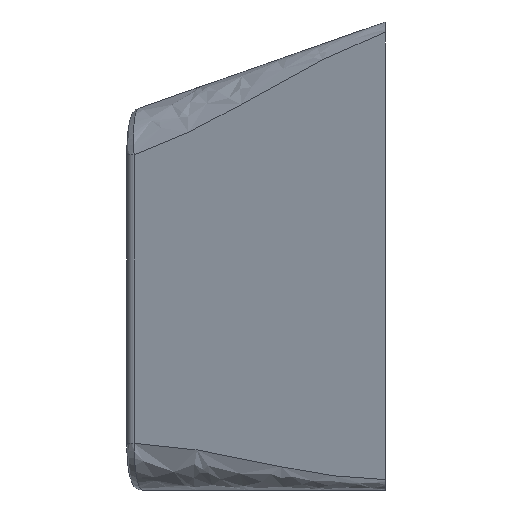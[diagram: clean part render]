
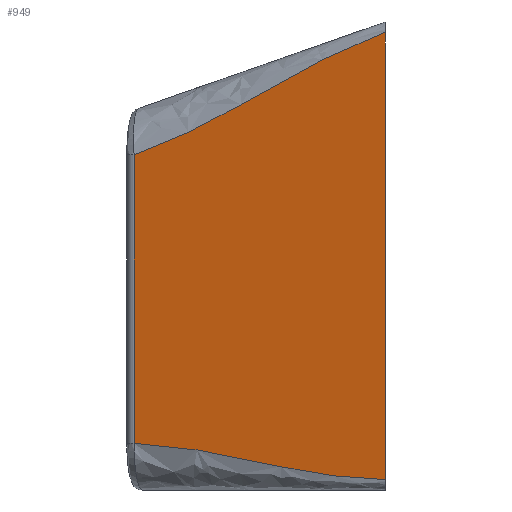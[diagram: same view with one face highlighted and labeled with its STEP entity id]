
A CAD part, left-side view. The second image highlights one B-rep face of the part: STEP entity #949.
In plain terms, the highlighted planar face has unit normal (-0.958, 0.287, 0).
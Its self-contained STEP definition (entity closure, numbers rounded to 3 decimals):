
#640=EDGE_CURVE('',#641,#643,#645,.F.);
#641=VERTEX_POINT('',#642);
#642=CARTESIAN_POINT('',(0.0,0.0,-0.384));
#643=VERTEX_POINT('',#644);
#644=CARTESIAN_POINT('',(0.0,0.0,-17.6));
#645=LINE('',#646,#647);
#646=CARTESIAN_POINT('',(0.0,0.0,0.0));
#647=VECTOR('',#648,1.0);
#648=DIRECTION('',(0.0,0.0,1.0));
#949=ADVANCED_FACE('',(#950),#989,.F.);
#950=FACE_BOUND('',#951,.T.);
#951=EDGE_LOOP('',(#952,#967,#975,#988));
#952=ORIENTED_EDGE('',*,*,#953,.T.);
#953=EDGE_CURVE('',#641,#954,#956,.T.);
#954=VERTEX_POINT('',#955);
#955=CARTESIAN_POINT('',(2.899,9.664,-5.108));
#956=B_SPLINE_CURVE_WITH_KNOTS('',3,(#957,#958,#959,#960,#961,#962,#963,#964,#965,#966),.UNSPECIFIED.,.F.,.U.,(4,3,3,4),(-0.023,0.0,0.011,0.035),.UNSPECIFIED.);
#957=CARTESIAN_POINT('',(-6.332,-21.107,7.004));
#958=CARTESIAN_POINT('',(-4.233,-14.108,4.554));
#959=CARTESIAN_POINT('',(-2.133,-7.11,2.105));
#960=CARTESIAN_POINT('',(-0.033,-0.111,-0.345));
#961=CARTESIAN_POINT('',(0.967,3.223,-1.511));
#962=CARTESIAN_POINT('',(1.851,6.168,-3.885));
#963=CARTESIAN_POINT('',(2.851,9.502,-5.052));
#964=CARTESIAN_POINT('',(5.0,16.667,-7.559));
#965=CARTESIAN_POINT('',(7.149,23.832,-10.067));
#966=CARTESIAN_POINT('',(9.299,30.996,-12.575));
#967=ORIENTED_EDGE('',*,*,#968,.T.);
#968=EDGE_CURVE('',#954,#969,#971,.T.);
#969=VERTEX_POINT('',#970);
#970=CARTESIAN_POINT('',(2.899,9.664,-16.205));
#971=LINE('',#972,#973);
#972=CARTESIAN_POINT('',(2.899,9.664,0.0));
#973=VECTOR('',#974,1.0);
#974=DIRECTION('',(0.0,0.0,-1.0));
#975=ORIENTED_EDGE('',*,*,#976,.T.);
#976=EDGE_CURVE('',#969,#643,#977,.T.);
#977=B_SPLINE_CURVE_WITH_KNOTS('',3,(#978,#979,#980,#981,#982,#983,#984,#985,#986,#987),.UNSPECIFIED.,.F.,.U.,(4,3,3,4),(-0.032,-0.01,0.0,0.021),.UNSPECIFIED.);
#978=CARTESIAN_POINT('',(9.235,30.783,-16.2));
#979=CARTESIAN_POINT('',(7.157,23.855,-16.2));
#980=CARTESIAN_POINT('',(5.078,16.928,-16.2));
#981=CARTESIAN_POINT('',(3.0,10.0,-16.2));
#982=CARTESIAN_POINT('',(2.0,6.667,-16.2));
#983=CARTESIAN_POINT('',(1.0,3.333,-17.6));
#984=CARTESIAN_POINT('',(0.,0.,-17.6));
#985=CARTESIAN_POINT('',(-2.052,-6.841,-17.6));
#986=CARTESIAN_POINT('',(-4.104,-13.681,-17.6));
#987=CARTESIAN_POINT('',(-6.157,-20.522,-17.6));
#988=ORIENTED_EDGE('',*,*,#640,.F.);
#989=PLANE('',#990);
#990=AXIS2_PLACEMENT_3D('',#991,#992,#993);
#991=CARTESIAN_POINT('',(0.,0.,0.0));
#992=DIRECTION('',(0.958,-0.287,0.0));
#993=DIRECTION('',(0.287,0.958,0.0));
